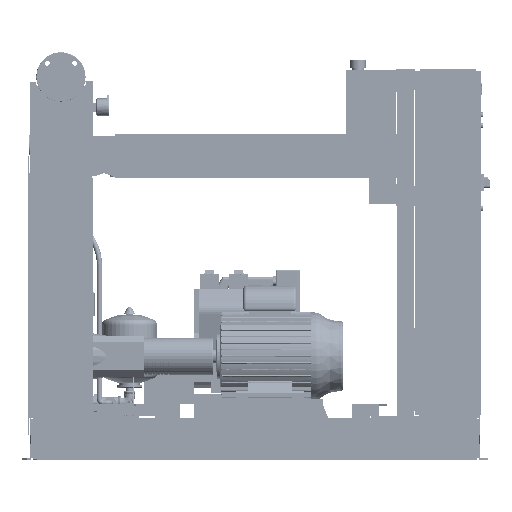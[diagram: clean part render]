
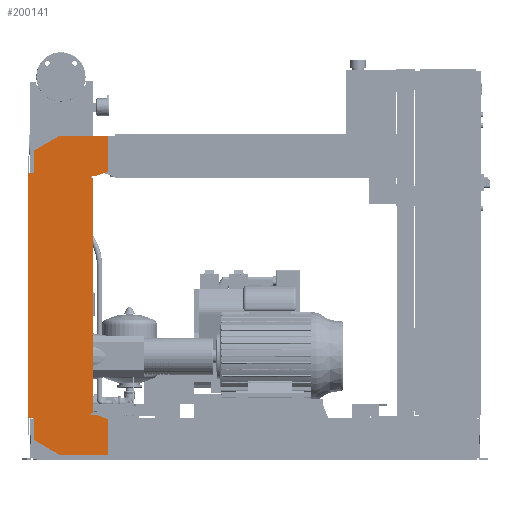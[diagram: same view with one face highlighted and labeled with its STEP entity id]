
A CAD part, front view. The second image highlights one B-rep face of the part: STEP entity #200141.
In plain terms, the highlighted free-form (B-spline) face has degree [1, 1] with [2, 2] control points.
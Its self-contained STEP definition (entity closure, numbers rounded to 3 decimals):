
#199626=CARTESIAN_POINT('',(-102.0,-565.5,1076.0));
#199627=VERTEX_POINT('',#199626);
#199634=CARTESIAN_POINT('',(-102.0,-565.5,1158.574));
#199635=VERTEX_POINT('',#199634);
#199636=CARTESIAN_POINT('',(-102.0,-565.5,1076.0));
#199637=DIRECTION('',(0.0,0.0,1.0));
#199638=VECTOR('',#199637,82.574);
#199639=LINE('',#199636,#199638);
#199640=EDGE_CURVE('',#199627,#199635,#199639,.T.);
#199658=CARTESIAN_POINT('',(-6.,-565.5,1214.0));
#199659=VERTEX_POINT('',#199658);
#199660=CARTESIAN_POINT('',(-102.0,-565.5,1158.574));
#199661=DIRECTION('',(0.866,0.0,0.5));
#199662=VECTOR('',#199661,110.851);
#199663=LINE('',#199660,#199662);
#199664=EDGE_CURVE('',#199635,#199659,#199663,.T.);
#199682=CARTESIAN_POINT('',(177.0,-565.5,1214.0));
#199683=VERTEX_POINT('',#199682);
#199684=CARTESIAN_POINT('',(-6.,-565.5,1214.0));
#199685=DIRECTION('',(1.0,0.0,0.0));
#199686=VECTOR('',#199685,183.0);
#199687=LINE('',#199684,#199686);
#199688=EDGE_CURVE('',#199659,#199683,#199687,.T.);
#199706=CARTESIAN_POINT('',(177.0,-565.5,1080.379));
#199707=VERTEX_POINT('',#199706);
#199708=CARTESIAN_POINT('',(177.0,-565.5,1214.0));
#199709=DIRECTION('',(0.0,0.0,-1.0));
#199710=VECTOR('',#199709,133.621);
#199711=LINE('',#199708,#199710);
#199712=EDGE_CURVE('',#199683,#199707,#199711,.T.);
#199730=CARTESIAN_POINT('',(132.,-565.5,1064.0));
#199731=VERTEX_POINT('',#199730);
#199732=CARTESIAN_POINT('',(177.0,-565.5,1080.379));
#199733=DIRECTION('',(-0.94,0.0,-0.342));
#199734=VECTOR('',#199733,47.888);
#199735=LINE('',#199732,#199734);
#199736=EDGE_CURVE('',#199707,#199731,#199735,.T.);
#199754=CARTESIAN_POINT('',(112.0,-565.5,1064.0));
#199755=VERTEX_POINT('',#199754);
#199756=CARTESIAN_POINT('',(132.,-565.5,1064.0));
#199757=DIRECTION('',(-1.0,0.0,0.0));
#199758=VECTOR('',#199757,20.);
#199759=LINE('',#199756,#199758);
#199760=EDGE_CURVE('',#199731,#199755,#199759,.T.);
#199778=CARTESIAN_POINT('',(112.0,-565.5,1056.0));
#199779=VERTEX_POINT('',#199778);
#199780=CARTESIAN_POINT('',(112.0,-565.5,1064.0));
#199781=DIRECTION('',(0.0,0.0,-1.0));
#199782=VECTOR('',#199781,8.0);
#199783=LINE('',#199780,#199782);
#199784=EDGE_CURVE('',#199755,#199779,#199783,.T.);
#199802=CARTESIAN_POINT('',(120.,-565.5,1056.0));
#199803=VERTEX_POINT('',#199802);
#199804=CARTESIAN_POINT('',(112.0,-565.5,1056.0));
#199805=DIRECTION('',(1.0,0.0,0.0));
#199806=VECTOR('',#199805,8.);
#199807=LINE('',#199804,#199806);
#199808=EDGE_CURVE('',#199779,#199803,#199807,.T.);
#199826=CARTESIAN_POINT('',(120.,-565.5,176.));
#199827=VERTEX_POINT('',#199826);
#199838=CARTESIAN_POINT('',(120.,-565.5,1056.0));
#199839=DIRECTION('',(0.0,0.0,-1.0));
#199840=VECTOR('',#199839,880.);
#199841=LINE('',#199838,#199840);
#199842=EDGE_CURVE('',#199803,#199827,#199841,.T.);
#199856=CARTESIAN_POINT('',(112.,-565.5,176.));
#199857=VERTEX_POINT('',#199856);
#199858=CARTESIAN_POINT('',(120.,-565.5,176.));
#199859=DIRECTION('',(-1.0,0.0,0.0));
#199860=VECTOR('',#199859,8.);
#199861=LINE('',#199858,#199860);
#199862=EDGE_CURVE('',#199827,#199857,#199861,.T.);
#199880=CARTESIAN_POINT('',(112.,-565.5,168.));
#199881=VERTEX_POINT('',#199880);
#199882=CARTESIAN_POINT('',(112.,-565.5,176.));
#199883=DIRECTION('',(0.0,0.0,-1.0));
#199884=VECTOR('',#199883,8.0);
#199885=LINE('',#199882,#199884);
#199886=EDGE_CURVE('',#199857,#199881,#199885,.T.);
#199904=CARTESIAN_POINT('',(132.,-565.5,168.));
#199905=VERTEX_POINT('',#199904);
#199906=CARTESIAN_POINT('',(112.,-565.5,168.));
#199907=DIRECTION('',(1.0,0.0,0.0));
#199908=VECTOR('',#199907,20.0);
#199909=LINE('',#199906,#199908);
#199910=EDGE_CURVE('',#199881,#199905,#199909,.T.);
#199928=CARTESIAN_POINT('',(177.,-565.5,151.621));
#199929=VERTEX_POINT('',#199928);
#199930=CARTESIAN_POINT('',(132.,-565.5,168.));
#199931=DIRECTION('',(0.94,0.0,-0.342));
#199932=VECTOR('',#199931,47.888);
#199933=LINE('',#199930,#199932);
#199934=EDGE_CURVE('',#199905,#199929,#199933,.T.);
#199952=CARTESIAN_POINT('',(177.,-565.5,18.0));
#199953=VERTEX_POINT('',#199952);
#199954=CARTESIAN_POINT('',(177.,-565.5,151.621));
#199955=DIRECTION('',(0.0,0.0,-1.0));
#199956=VECTOR('',#199955,133.621);
#199957=LINE('',#199954,#199956);
#199958=EDGE_CURVE('',#199929,#199953,#199957,.T.);
#199976=CARTESIAN_POINT('',(-4.,-565.5,18.0));
#199977=VERTEX_POINT('',#199976);
#199978=CARTESIAN_POINT('',(177.,-565.5,18.0));
#199979=DIRECTION('',(-1.0,0.0,0.0));
#199980=VECTOR('',#199979,181.);
#199981=LINE('',#199978,#199980);
#199982=EDGE_CURVE('',#199953,#199977,#199981,.T.);
#200000=CARTESIAN_POINT('',(-102.,-565.5,74.58));
#200001=VERTEX_POINT('',#200000);
#200002=CARTESIAN_POINT('',(-4.,-565.5,18.0));
#200003=DIRECTION('',(-0.866,0.0,0.5));
#200004=VECTOR('',#200003,113.161);
#200005=LINE('',#200002,#200004);
#200006=EDGE_CURVE('',#199977,#200001,#200005,.T.);
#200024=CARTESIAN_POINT('',(-102.,-565.5,156.0));
#200025=VERTEX_POINT('',#200024);
#200026=CARTESIAN_POINT('',(-102.,-565.5,74.58));
#200027=DIRECTION('',(0.0,0.0,1.0));
#200028=VECTOR('',#200027,81.42);
#200029=LINE('',#200026,#200028);
#200030=EDGE_CURVE('',#200001,#200025,#200029,.T.);
#200048=CARTESIAN_POINT('',(-122.,-565.5,156.0));
#200049=VERTEX_POINT('',#200048);
#200050=CARTESIAN_POINT('',(-102.,-565.5,156.0));
#200051=DIRECTION('',(-1.0,0.0,0.0));
#200052=VECTOR('',#200051,20.0);
#200053=LINE('',#200050,#200052);
#200054=EDGE_CURVE('',#200025,#200049,#200053,.T.);
#200072=CARTESIAN_POINT('',(-122.0,-565.5,1076.0));
#200073=VERTEX_POINT('',#200072);
#200086=CARTESIAN_POINT('',(-122.,-565.5,156.0));
#200087=DIRECTION('',(0.0,0.0,1.0));
#200088=VECTOR('',#200087,920.0);
#200089=LINE('',#200086,#200088);
#200090=EDGE_CURVE('',#200049,#200073,#200089,.T.);
#200104=CARTESIAN_POINT('',(-122.0,-565.5,1076.0));
#200105=DIRECTION('',(1.0,0.0,0.0));
#200106=VECTOR('',#200105,20.0);
#200107=LINE('',#200104,#200106);
#200108=EDGE_CURVE('',#200073,#199627,#200107,.T.);
#200114=CARTESIAN_POINT('',(-122.,-565.5,18.0));
#200115=CARTESIAN_POINT('',(177.0,-565.5,18.0));
#200116=CARTESIAN_POINT('',(-122.,-565.5,1214.0));
#200117=CARTESIAN_POINT('',(177.0,-565.5,1214.0));
#200118=B_SPLINE_SURFACE_WITH_KNOTS('',1,1,((#200114,#200116),(#200115,#200117)),.UNSPECIFIED.,.F.,.F.,.U.,(2,2),(2,2),(0.0,299.),(0.0,1196.0),.UNSPECIFIED.);
#200119=ORIENTED_EDGE('',*,*,#200108,.F.);
#200120=ORIENTED_EDGE('',*,*,#200090,.F.);
#200121=ORIENTED_EDGE('',*,*,#200054,.F.);
#200122=ORIENTED_EDGE('',*,*,#200030,.F.);
#200123=ORIENTED_EDGE('',*,*,#200006,.F.);
#200124=ORIENTED_EDGE('',*,*,#199982,.F.);
#200125=ORIENTED_EDGE('',*,*,#199958,.F.);
#200126=ORIENTED_EDGE('',*,*,#199934,.F.);
#200127=ORIENTED_EDGE('',*,*,#199910,.F.);
#200128=ORIENTED_EDGE('',*,*,#199886,.F.);
#200129=ORIENTED_EDGE('',*,*,#199862,.F.);
#200130=ORIENTED_EDGE('',*,*,#199842,.F.);
#200131=ORIENTED_EDGE('',*,*,#199808,.F.);
#200132=ORIENTED_EDGE('',*,*,#199784,.F.);
#200133=ORIENTED_EDGE('',*,*,#199760,.F.);
#200134=ORIENTED_EDGE('',*,*,#199736,.F.);
#200135=ORIENTED_EDGE('',*,*,#199712,.F.);
#200136=ORIENTED_EDGE('',*,*,#199688,.F.);
#200137=ORIENTED_EDGE('',*,*,#199664,.F.);
#200138=ORIENTED_EDGE('',*,*,#199640,.F.);
#200139=EDGE_LOOP('',(#200119,#200120,#200121,#200122,#200123,#200124,#200125,#200126,#200127,#200128,#200129,#200130,#200131,#200132,#200133,#200134,#200135,#200136,#200137,#200138));
#200140=FACE_OUTER_BOUND('',#200139,.T.);
#200141=ADVANCED_FACE('',(#200140),#200118,.T.);
